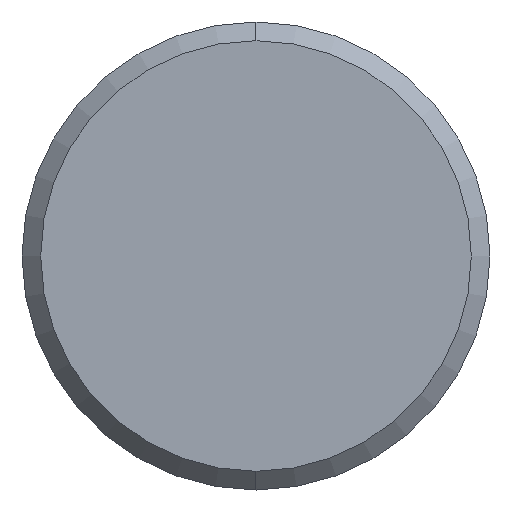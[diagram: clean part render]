
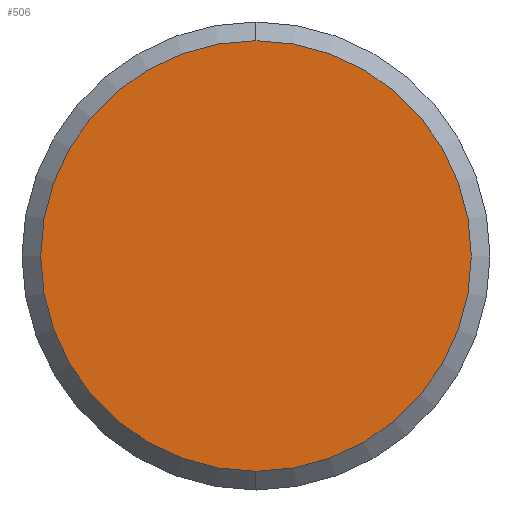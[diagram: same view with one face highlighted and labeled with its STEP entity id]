
A CAD part, left-side view. The second image highlights one B-rep face of the part: STEP entity #506.
In plain terms, the highlighted planar face has unit normal (-1, 0, 0).
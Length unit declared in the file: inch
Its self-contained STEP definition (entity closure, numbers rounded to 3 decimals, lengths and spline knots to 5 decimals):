
#2 = CARTESIAN_POINT ( 'NONE',  ( 0., 0.25, 0. ) ) ;
#33 = ORIENTED_EDGE ( 'NONE', *, *, #861, .F. ) ;
#50 = CARTESIAN_POINT ( 'NONE',  ( 0., 0., -0.23 ) ) ;
#156 = DIRECTION ( 'NONE',  ( 0., 0., 1. ) ) ;
#199 = AXIS2_PLACEMENT_3D ( 'NONE', #896, #270, #1000 ) ;
#269 = AXIS2_PLACEMENT_3D ( 'NONE', #2, #778, #156 ) ;
#270 = DIRECTION ( 'NONE',  ( 1., 0., 0. ) ) ;
#299 = EDGE_LOOP ( 'NONE', ( #33, #558 ) ) ;
#309 = CARTESIAN_POINT ( 'NONE',  ( 0., 0., 0.23 ) ) ;
#317 = VERTEX_POINT ( 'NONE', #309 ) ;
#355 = AXIS2_PLACEMENT_3D ( 'NONE', #453, #893, #422 ) ;
#419 = FACE_OUTER_BOUND ( 'NONE', #299, .T. ) ;
#422 = DIRECTION ( 'NONE',  ( 0., 0., -1. ) ) ;
#453 = CARTESIAN_POINT ( 'NONE',  ( 0., 0., 0. ) ) ;
#506 = ADVANCED_FACE ( 'NONE', ( #419 ), #1367, .T. ) ;
#549 = EDGE_CURVE ( 'NONE', #317, #1213, #1189, .T. ) ;
#558 = ORIENTED_EDGE ( 'NONE', *, *, #549, .F. ) ;
#778 = DIRECTION ( 'NONE',  ( -1., 0., 0. ) ) ;
#861 = EDGE_CURVE ( 'NONE', #1213, #317, #1125, .T. ) ;
#893 = DIRECTION ( 'NONE',  ( 1., 0., 0. ) ) ;
#896 = CARTESIAN_POINT ( 'NONE',  ( 0., 0., 0. ) ) ;
#1000 = DIRECTION ( 'NONE',  ( 0., 0., -1. ) ) ;
#1125 = CIRCLE ( 'NONE', #355, 0.23 ) ;
#1189 = CIRCLE ( 'NONE', #199, 0.23 ) ;
#1213 = VERTEX_POINT ( 'NONE', #50 ) ;
#1367 = PLANE ( 'NONE',  #269 ) ;
